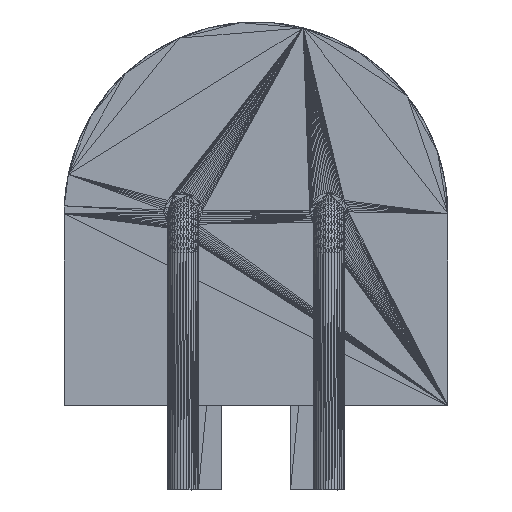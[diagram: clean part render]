
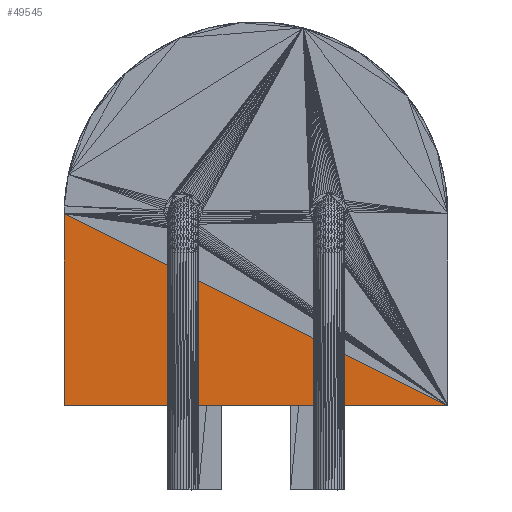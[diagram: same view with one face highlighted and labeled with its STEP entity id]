
A CAD part, front view. The second image highlights one B-rep face of the part: STEP entity #49545.
In plain terms, the highlighted planar face has unit normal (0, -1, 0).
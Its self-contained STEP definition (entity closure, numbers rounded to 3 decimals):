
#32015 = VERTEX_POINT('',#32016);
#32016 = CARTESIAN_POINT('',(-5.,-5.7,
    5.));
#32025 = VERTEX_POINT('',#32026);
#32026 = CARTESIAN_POINT('',(-5.,-5.7,
    0.));
#32032 = EDGE_CURVE('',#32025,#32015,#32033,.T.);
#32033 = LINE('',#32034,#32035);
#32034 = CARTESIAN_POINT('',(-5.,-5.7,
    0.));
#32035 = VECTOR('',#32036,1.);
#32036 = DIRECTION('',(0.,0.,1.));
#41570 = VERTEX_POINT('',#41571);
#41571 = CARTESIAN_POINT('',(5.,-5.7,
    0.));
#42253 = EDGE_CURVE('',#41570,#32025,#42254,.T.);
#42254 = LINE('',#42255,#42256);
#42255 = CARTESIAN_POINT('',(5.,-5.7,
    0.));
#42256 = VECTOR('',#42257,1.);
#42257 = DIRECTION('',(-1.,0.,0.));
#49545 = ADVANCED_FACE('',(#49546),#49556,.T.);
#49546 = FACE_BOUND('',#49547,.T.);
#49547 = EDGE_LOOP('',(#49548,#49554,#49555));
#49548 = ORIENTED_EDGE('',*,*,#49549,.T.);
#49549 = EDGE_CURVE('',#41570,#32015,#49550,.T.);
#49550 = LINE('',#49551,#49552);
#49551 = CARTESIAN_POINT('',(5.,-5.7,
    0.));
#49552 = VECTOR('',#49553,1.);
#49553 = DIRECTION('',(-0.894,0.,
    0.447));
#49554 = ORIENTED_EDGE('',*,*,#32032,.F.);
#49555 = ORIENTED_EDGE('',*,*,#42253,.F.);
#49556 = PLANE('',#49557);
#49557 = AXIS2_PLACEMENT_3D('',#49558,#49559,#49560);
#49558 = CARTESIAN_POINT('',(-0.955,-5.7,
    1.545));
#49559 = DIRECTION('',(0.,-1.,0.));
#49560 = DIRECTION('',(-1.,0.,0.));
